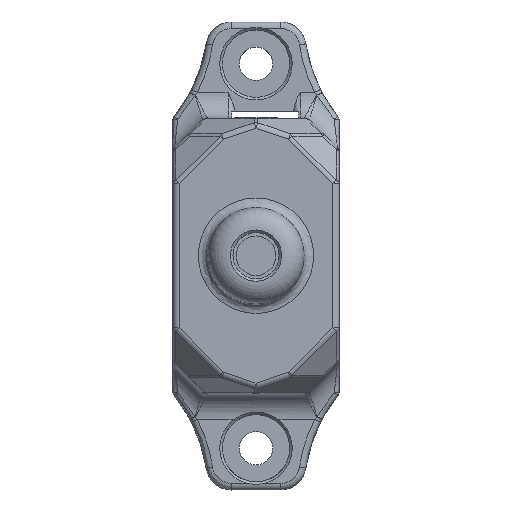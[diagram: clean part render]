
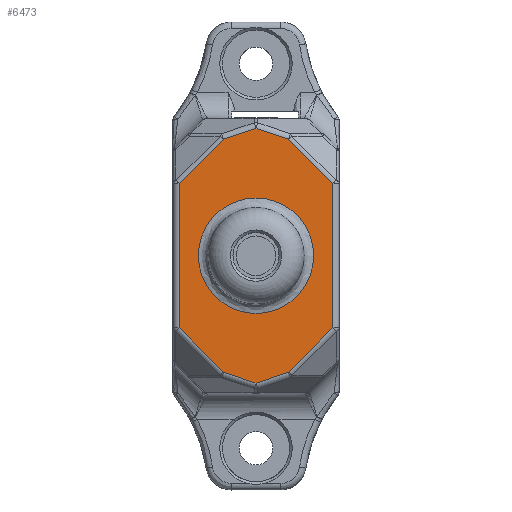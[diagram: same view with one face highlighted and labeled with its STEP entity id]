
A CAD part, top view. The second image highlights one B-rep face of the part: STEP entity #6473.
In plain terms, the highlighted planar face has unit normal (0, 0, 1).
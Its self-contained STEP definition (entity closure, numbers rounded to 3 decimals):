
#93=FACE_BOUND('',#927,.T.);
#197=PLANE('',#6952);
#517=FACE_OUTER_BOUND('',#926,.T.);
#926=EDGE_LOOP('',(#4925,#4926,#4927,#4928,#4929,#4930,#4931,#4932,#4933,
#4934));
#927=EDGE_LOOP('',(#4935));
#1289=CIRCLE('',#6930,9.);
#1674=LINE('',#11060,#2281);
#1675=LINE('',#11062,#2282);
#1676=LINE('',#11064,#2283);
#1677=LINE('',#11066,#2284);
#1678=LINE('',#11068,#2285);
#1679=LINE('',#11070,#2286);
#1680=LINE('',#11072,#2287);
#1681=LINE('',#11074,#2288);
#1682=LINE('',#11076,#2289);
#1683=LINE('',#11077,#2290);
#2281=VECTOR('',#7934,10.);
#2282=VECTOR('',#7935,10.);
#2283=VECTOR('',#7936,10.);
#2284=VECTOR('',#7937,10.);
#2285=VECTOR('',#7938,10.);
#2286=VECTOR('',#7939,10.);
#2287=VECTOR('',#7940,10.);
#2288=VECTOR('',#7941,10.);
#2289=VECTOR('',#7942,10.);
#2290=VECTOR('',#7943,10.);
#2994=VERTEX_POINT('',#10881);
#3061=VERTEX_POINT('',#11058);
#3062=VERTEX_POINT('',#11059);
#3063=VERTEX_POINT('',#11061);
#3064=VERTEX_POINT('',#11063);
#3065=VERTEX_POINT('',#11065);
#3066=VERTEX_POINT('',#11067);
#3067=VERTEX_POINT('',#11069);
#3068=VERTEX_POINT('',#11071);
#3069=VERTEX_POINT('',#11073);
#3070=VERTEX_POINT('',#11075);
#3683=EDGE_CURVE('',#2994,#2994,#1289,.T.);
#3752=EDGE_CURVE('',#3061,#3062,#1674,.T.);
#3753=EDGE_CURVE('',#3063,#3061,#1675,.T.);
#3754=EDGE_CURVE('',#3064,#3063,#1676,.T.);
#3755=EDGE_CURVE('',#3065,#3064,#1677,.T.);
#3756=EDGE_CURVE('',#3066,#3065,#1678,.T.);
#3757=EDGE_CURVE('',#3067,#3066,#1679,.T.);
#3758=EDGE_CURVE('',#3068,#3067,#1680,.T.);
#3759=EDGE_CURVE('',#3069,#3068,#1681,.T.);
#3760=EDGE_CURVE('',#3070,#3069,#1682,.T.);
#3761=EDGE_CURVE('',#3062,#3070,#1683,.T.);
#4925=ORIENTED_EDGE('',*,*,#3752,.F.);
#4926=ORIENTED_EDGE('',*,*,#3753,.F.);
#4927=ORIENTED_EDGE('',*,*,#3754,.F.);
#4928=ORIENTED_EDGE('',*,*,#3755,.F.);
#4929=ORIENTED_EDGE('',*,*,#3756,.F.);
#4930=ORIENTED_EDGE('',*,*,#3757,.F.);
#4931=ORIENTED_EDGE('',*,*,#3758,.F.);
#4932=ORIENTED_EDGE('',*,*,#3759,.F.);
#4933=ORIENTED_EDGE('',*,*,#3760,.F.);
#4934=ORIENTED_EDGE('',*,*,#3761,.F.);
#4935=ORIENTED_EDGE('',*,*,#3683,.F.);
#6473=ADVANCED_FACE('',(#517,#93),#197,.T.);
#6930=AXIS2_PLACEMENT_3D('',#10887,#7832,#7833);
#6952=AXIS2_PLACEMENT_3D('',#11057,#7932,#7933);
#7832=DIRECTION('center_axis',(0.,0.,
1.));
#7833=DIRECTION('ref_axis',(1.,0.,0.));
#7932=DIRECTION('center_axis',(0.,0.,
1.));
#7933=DIRECTION('ref_axis',(0.,-1.,0.));
#7934=DIRECTION('',(0.,1.,0.));
#7935=DIRECTION('',(-0.707,0.707,0.));
#7936=DIRECTION('',(-0.949,0.316,0.));
#7937=DIRECTION('',(-0.949,-0.316,0.));
#7938=DIRECTION('',(-0.707,-0.707,0.));
#7939=DIRECTION('',(0.,-1.,0.));
#7940=DIRECTION('',(0.707,-0.707,0.));
#7941=DIRECTION('',(0.949,-0.316,0.));
#7942=DIRECTION('',(0.949,0.316,0.));
#7943=DIRECTION('',(0.707,0.707,0.));
#10881=CARTESIAN_POINT('',(-23.,14.169,3.546));
#10887=CARTESIAN_POINT('Origin',(-14.,14.169,3.546));
#11057=CARTESIAN_POINT('Origin',(-2.417,28.669,3.546));
#11058=CARTESIAN_POINT('',(-26.,2.912,3.546));
#11059=CARTESIAN_POINT('',(-26.,25.426,3.546));
#11060=CARTESIAN_POINT('',(-26.,20.919,3.546));
#11061=CARTESIAN_POINT('',(-19.087,-4.001,3.546));
#11062=CARTESIAN_POINT('',(-25.66,2.572,3.546));
#11063=CARTESIAN_POINT('',(-14.,-5.697,3.546));
#11064=CARTESIAN_POINT('',(-14.629,-5.487,3.546));
#11065=CARTESIAN_POINT('',(-8.913,-4.001,3.546));
#11066=CARTESIAN_POINT('',(1.373,-0.573,3.546));
#11067=CARTESIAN_POINT('',(-2.,2.912,3.546));
#11068=CARTESIAN_POINT('',(6.347,11.259,3.546));
#11069=CARTESIAN_POINT('',(-2.,25.426,3.546));
#11070=CARTESIAN_POINT('',(-2.,26.169,3.546));
#11071=CARTESIAN_POINT('',(-8.913,32.339,3.546));
#11072=CARTESIAN_POINT('',(-4.528,27.954,3.546));
#11073=CARTESIAN_POINT('',(-14.,34.035,3.546));
#11074=CARTESIAN_POINT('',(-6.915,31.673,3.546));
#11075=CARTESIAN_POINT('',(-19.087,32.339,3.546));
#11076=CARTESIAN_POINT('',(-12.042,34.687,3.546));
#11077=CARTESIAN_POINT('',(-14.785,36.641,3.546));
